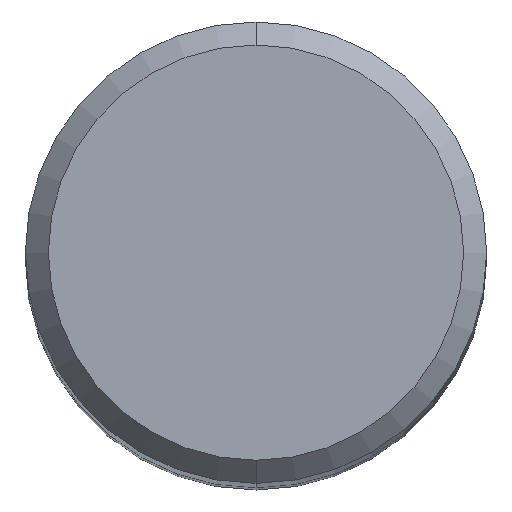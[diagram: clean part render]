
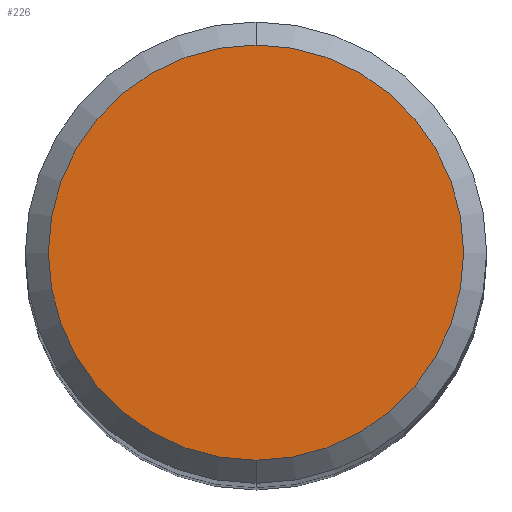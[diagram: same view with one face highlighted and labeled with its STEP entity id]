
A CAD part, top view. The second image highlights one B-rep face of the part: STEP entity #226.
In plain terms, the highlighted planar face has unit normal (0, 0, 1).
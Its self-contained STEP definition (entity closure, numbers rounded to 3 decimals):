
#108=VERTEX_POINT('',#269);
#116=VERTEX_POINT('',#278);
#128=EDGE_CURVE('',#108,#116,#291,.T.);
#224=EDGE_CURVE('',#116,#108,#399,.T.);
#226=ADVANCED_FACE('',(#401),#402,.T.);
#269=CARTESIAN_POINT('',(0.0,5.4,0.0));
#278=CARTESIAN_POINT('',(0.,-5.4,0.0));
#291=CIRCLE('',#471,5.4);
#399=CIRCLE('',#609,5.4);
#401=FACE_OUTER_BOUND('',#611,.T.);
#402=PLANE('',#612);
#471=AXIS2_PLACEMENT_3D('',#674,#675,#676);
#609=AXIS2_PLACEMENT_3D('',#800,#801,#802);
#611=EDGE_LOOP('',(#804,#805));
#612=AXIS2_PLACEMENT_3D('',#806,#807,#808);
#674=CARTESIAN_POINT('',(0.0,0.0,0.0));
#675=DIRECTION('',(0.0,0.0,-1.0));
#676=DIRECTION('',(0.0,1.0,0.0));
#800=CARTESIAN_POINT('',(0.0,0.0,0.0));
#801=DIRECTION('',(0.0,0.0,-1.0));
#802=DIRECTION('',(0.0,1.0,0.0));
#804=ORIENTED_EDGE('',*,*,#128,.F.);
#805=ORIENTED_EDGE('',*,*,#224,.F.);
#806=CARTESIAN_POINT('',(0.0,2.7,0.0));
#807=DIRECTION('',(-0.0,0.0,1.0));
#808=DIRECTION('',(0.0,-1.0,0.0));
